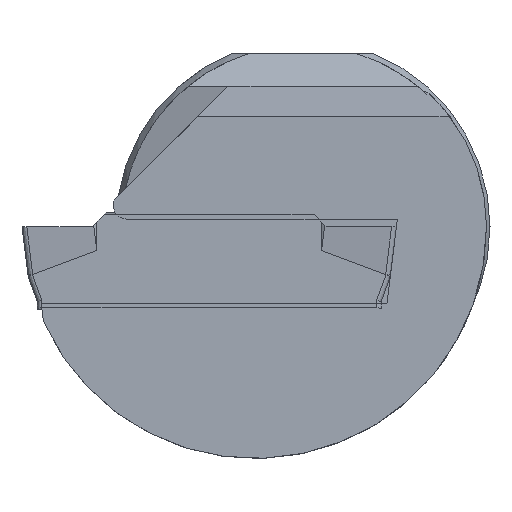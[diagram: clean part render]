
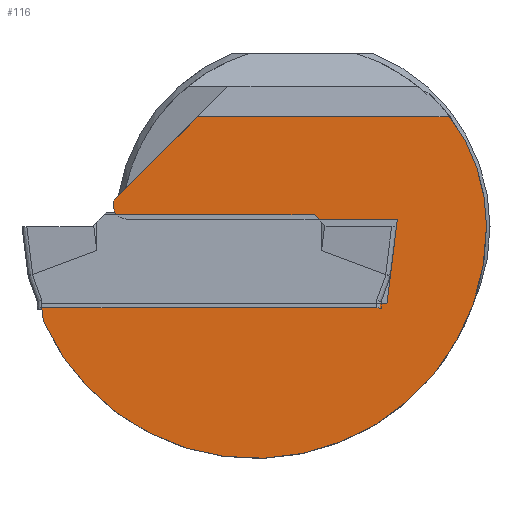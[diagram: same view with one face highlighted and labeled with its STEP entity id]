
A CAD part, left-side view. The second image highlights one B-rep face of the part: STEP entity #116.
In plain terms, the highlighted planar face has unit normal (-1, 0, 0).
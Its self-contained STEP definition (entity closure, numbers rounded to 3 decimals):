
#57=PLANE('',#1237);
#116=ADVANCED_FACE('',(#204),#57,.T.);
#204=FACE_OUTER_BOUND('',#269,.T.);
#269=EDGE_LOOP('',(#607,#608,#609,#610,#611,#612,#613,#614,#615));
#340=CIRCLE('',#1234,9.9);
#341=CIRCLE('',#1235,7.85);
#342=CIRCLE('',#1236,0.6);
#356=LINE('',#1752,#472);
#357=LINE('',#1755,#473);
#358=LINE('',#1761,#474);
#359=LINE('',#1763,#475);
#360=LINE('',#1767,#476);
#361=LINE('',#1769,#477);
#472=VECTOR('',#1362,1.);
#473=VECTOR('',#1363,1.);
#474=VECTOR('',#1368,1.);
#475=VECTOR('',#1369,1.);
#476=VECTOR('',#1372,1.);
#477=VECTOR('',#1373,1.);
#607=ORIENTED_EDGE('',*,*,#1051,.T.);
#608=ORIENTED_EDGE('',*,*,#1052,.F.);
#609=ORIENTED_EDGE('',*,*,#1053,.T.);
#610=ORIENTED_EDGE('',*,*,#1054,.T.);
#611=ORIENTED_EDGE('',*,*,#1055,.T.);
#612=ORIENTED_EDGE('',*,*,#1056,.F.);
#613=ORIENTED_EDGE('',*,*,#1057,.T.);
#614=ORIENTED_EDGE('',*,*,#1058,.T.);
#615=ORIENTED_EDGE('',*,*,#1059,.T.);
#941=VERTEX_POINT('',#1753);
#942=VERTEX_POINT('',#1754);
#943=VERTEX_POINT('',#1756);
#944=VERTEX_POINT('',#1758);
#945=VERTEX_POINT('',#1760);
#946=VERTEX_POINT('',#1762);
#947=VERTEX_POINT('',#1764);
#948=VERTEX_POINT('',#1766);
#949=VERTEX_POINT('',#1768);
#1051=EDGE_CURVE('',#941,#942,#356,.T.);
#1052=EDGE_CURVE('',#943,#942,#357,.T.);
#1053=EDGE_CURVE('',#943,#944,#340,.T.);
#1054=EDGE_CURVE('',#944,#945,#341,.T.);
#1055=EDGE_CURVE('',#945,#946,#358,.T.);
#1056=EDGE_CURVE('',#947,#946,#359,.T.);
#1057=EDGE_CURVE('',#947,#948,#342,.T.);
#1058=EDGE_CURVE('',#948,#949,#360,.T.);
#1059=EDGE_CURVE('',#949,#941,#361,.T.);
#1234=AXIS2_PLACEMENT_3D('',#1757,#1364,#1365);
#1235=AXIS2_PLACEMENT_3D('',#1759,#1366,#1367);
#1236=AXIS2_PLACEMENT_3D('',#1765,#1370,#1371);
#1237=AXIS2_PLACEMENT_3D('',#1770,#1374,#1375);
#1362=DIRECTION('',(0.,1.,0.));
#1363=DIRECTION('',(0.,0.122,0.993));
#1364=DIRECTION('',(-1.,0.,0.));
#1365=DIRECTION('',(0.,0.,1.));
#1366=DIRECTION('',(-1.,0.,0.));
#1367=DIRECTION('',(0.,0.,1.));
#1368=DIRECTION('',(0.,1.,0.));
#1369=DIRECTION('',(0.,-0.707,0.707));
#1370=DIRECTION('',(-1.,0.,0.));
#1371=DIRECTION('',(0.,0.,1.));
#1372=DIRECTION('',(0.,-1.,0.));
#1373=DIRECTION('',(0.,0.122,-0.993));
#1374=DIRECTION('',(-1.,0.,0.));
#1375=DIRECTION('',(0.,0.,1.));
#1752=CARTESIAN_POINT('',(0.2,0.,-3.275));
#1753=CARTESIAN_POINT('',(0.2,-3.598,-3.275));
#1754=CARTESIAN_POINT('',(0.2,11.177,-3.275));
#1755=CARTESIAN_POINT('',(0.2,11.408,-1.401));
#1756=CARTESIAN_POINT('',(0.2,11.082,-4.054));
#1757=CARTESIAN_POINT('',(0.2,2.05,0.));
#1758=CARTESIAN_POINT('',(0.2,-7.85,0.));
#1759=CARTESIAN_POINT('',(0.2,0.,0.));
#1760=CARTESIAN_POINT('',(0.2,-6.292,4.694));
#1761=CARTESIAN_POINT('',(0.2,0.,4.694));
#1762=CARTESIAN_POINT('',(0.2,4.506,4.694));
#1763=CARTESIAN_POINT('',(0.2,4.6,4.6));
#1764=CARTESIAN_POINT('',(0.2,8.056,1.144));
#1765=CARTESIAN_POINT('',(0.2,7.497,0.925));
#1766=CARTESIAN_POINT('',(0.2,7.497,0.325));
#1767=CARTESIAN_POINT('',(0.2,0.,0.325));
#1768=CARTESIAN_POINT('',(0.2,-4.04,0.325));
#1769=CARTESIAN_POINT('',(0.2,-3.941,-0.484));
#1770=CARTESIAN_POINT('',(0.2,0.,0.));
